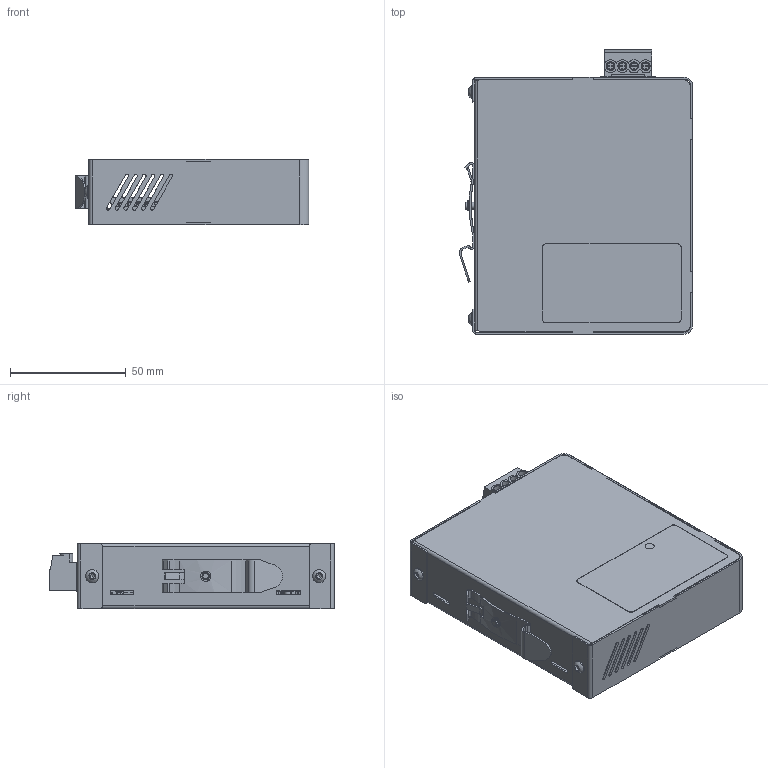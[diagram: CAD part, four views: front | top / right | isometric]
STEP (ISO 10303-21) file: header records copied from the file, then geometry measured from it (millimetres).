
FILE_DESCRIPTION (( 'STEP AP214' ), '1' );
FILE_NAME ('SE-SL3001.STEP', '2020-03-12T13:30:51', ( '' ), ( '' ), 'SwSTEP 2.0', 'SolidWorks 2019', '' );
FILE_SCHEMA (( 'AUTOMOTIVE_DESIGN' ));
Length unit declared in the file: inch
Products named in the file (1): SE-SL3001
Bounding box: 100.91 x 122.86 x 28.17 mm (x, y, z)
Volume: 45583.3 mm3; surface area: 91553.5 mm2
Topology: 73 solids, 73 shells, 2647 faces, 7089 edges, 4683 vertices
Faces by surface type: plane 1962, cylinder 614, bspline 53, cone 14, sphere 4
Full cylindrical faces by diameter (mm): 0.2 x1, 0.7 x39, 2 x6, 2.5 x4, 3 x5, 3.15 x4, 3.242 x1, 3.5 x2, 3.62 x4, 3.8 x4, 4 x1, 4.4 x2, 5.12 x1, 5.39 x2, 5.41 x1, 5.7 x4
Entity records: 118380 total; most frequent: CARTESIAN_POINT 17143, ORIENTED_EDGE 13908, DIRECTION 12947, EDGE_CURVE 6954, VECTOR 5481, LINE 5481, VERTEX_POINT 4656, AXIS2_PLACEMENT_3D 3733
